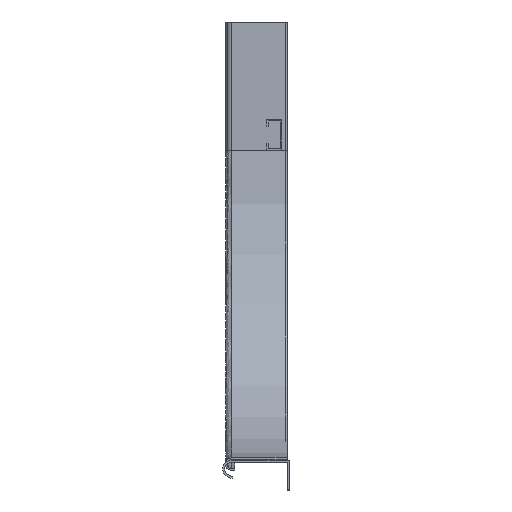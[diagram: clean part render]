
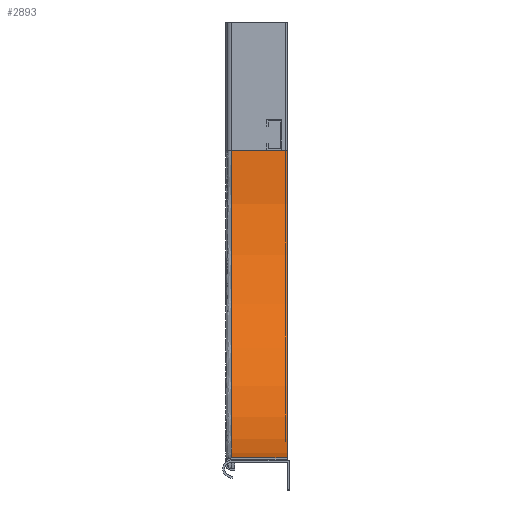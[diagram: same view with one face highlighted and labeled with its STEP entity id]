
A CAD part, left-side view. The second image highlights one B-rep face of the part: STEP entity #2893.
In plain terms, the highlighted cylindrical face has radius 300 mm (diameter 600 mm), a partial arc.
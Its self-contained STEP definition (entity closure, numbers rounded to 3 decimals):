
#35 = CIRCLE ( 'NONE', #3904, 300. ) ;
#136 = ORIENTED_EDGE ( 'NONE', *, *, #8497, .F. ) ;
#485 = EDGE_CURVE ( 'NONE', #12423, #7690, #1829, .T. ) ;
#602 = AXIS2_PLACEMENT_3D ( 'NONE', #13081, #8637, #9330 ) ;
#1603 = EDGE_CURVE ( 'NONE', #3420, #12423, #35, .T. ) ;
#1747 = CARTESIAN_POINT ( 'NONE',  ( 300., 0., -125. ) ) ;
#1829 = LINE ( 'NONE', #3486, #14818 ) ;
#2893 = ADVANCED_FACE ( 'NONE', ( #14057 ), #14439, .F. ) ;
#2959 = DIRECTION ( 'NONE',  ( 0., 0., -1. ) ) ;
#2977 = CARTESIAN_POINT ( 'NONE',  ( 300., 54., -425. ) ) ;
#2999 = DIRECTION ( 'NONE',  ( 0., -1., 0. ) ) ;
#3010 = CARTESIAN_POINT ( 'NONE',  ( 300., 54., -125. ) ) ;
#3069 = DIRECTION ( 'NONE',  ( 0., 0., -1. ) ) ;
#3332 = CARTESIAN_POINT ( 'NONE',  ( 0., 54., -125. ) ) ;
#3420 = VERTEX_POINT ( 'NONE', #3332 ) ;
#3486 = CARTESIAN_POINT ( 'NONE',  ( 300., 0., -425. ) ) ;
#3651 = DIRECTION ( 'NONE',  ( 0., -1., 0. ) ) ;
#3904 = AXIS2_PLACEMENT_3D ( 'NONE', #3010, #2999, #2959 ) ;
#4005 = CARTESIAN_POINT ( 'NONE',  ( 0., 0., -125. ) ) ;
#4469 = VERTEX_POINT ( 'NONE', #4005 ) ;
#4980 = DIRECTION ( 'NONE',  ( 0., 1., 0. ) ) ;
#6811 = EDGE_LOOP ( 'NONE', ( #10424, #15308, #7932, #136 ) ) ;
#7021 = AXIS2_PLACEMENT_3D ( 'NONE', #1747, #10857, #3069 ) ;
#7690 = VERTEX_POINT ( 'NONE', #15864 ) ;
#7932 = ORIENTED_EDGE ( 'NONE', *, *, #1603, .F. ) ;
#8497 = EDGE_CURVE ( 'NONE', #4469, #3420, #16411, .T. ) ;
#8637 = DIRECTION ( 'NONE',  ( 0., -1., 0. ) ) ;
#9330 = DIRECTION ( 'NONE',  ( 0., 0., -1. ) ) ;
#10424 = ORIENTED_EDGE ( 'NONE', *, *, #15093, .F. ) ;
#10782 = VECTOR ( 'NONE', #4980, 1000. ) ;
#10857 = DIRECTION ( 'NONE',  ( 0., 1., 0. ) ) ;
#12285 = CIRCLE ( 'NONE', #7021, 300. ) ;
#12423 = VERTEX_POINT ( 'NONE', #2977 ) ;
#13081 = CARTESIAN_POINT ( 'NONE',  ( 300., 0., -125. ) ) ;
#14057 = FACE_OUTER_BOUND ( 'NONE', #6811, .T. ) ;
#14439 = CYLINDRICAL_SURFACE ( 'NONE', #602, 300. ) ;
#14818 = VECTOR ( 'NONE', #3651, 1000. ) ;
#15093 = EDGE_CURVE ( 'NONE', #7690, #4469, #12285, .T. ) ;
#15261 = CARTESIAN_POINT ( 'NONE',  ( 0., 0., -125. ) ) ;
#15308 = ORIENTED_EDGE ( 'NONE', *, *, #485, .F. ) ;
#15864 = CARTESIAN_POINT ( 'NONE',  ( 300., 0., -425. ) ) ;
#16411 = LINE ( 'NONE', #15261, #10782 ) ;
